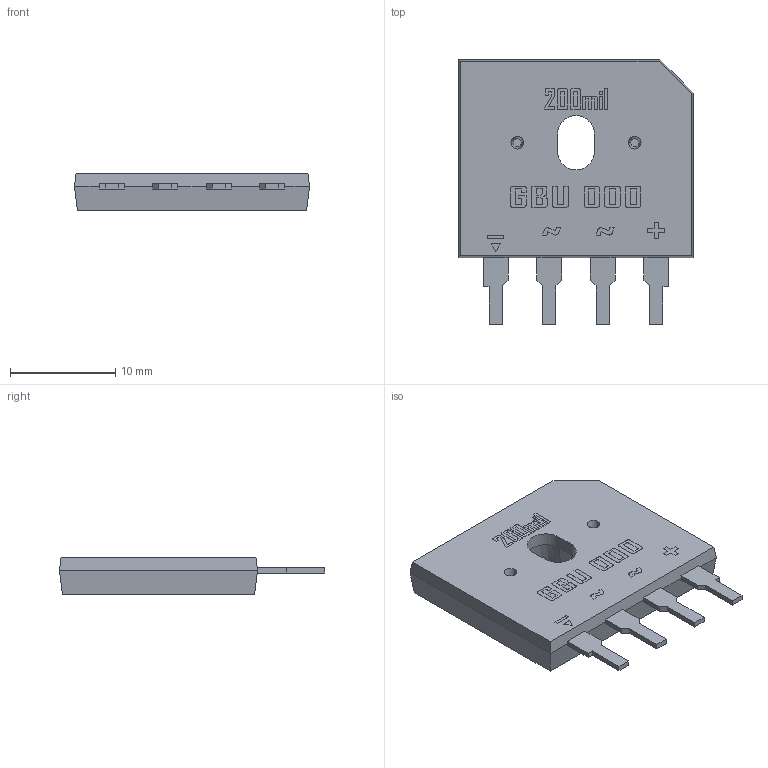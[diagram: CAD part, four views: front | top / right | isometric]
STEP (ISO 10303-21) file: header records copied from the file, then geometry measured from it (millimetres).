
FILE_DESCRIPTION (( 'STEP AP214' ), '1' );
FILE_NAME ('GBU___GBU__.STEP', '2023-03-01T18:52:09', ( '' ), ( '' ), 'SwSTEP 2.0', 'SolidWorks 2020', '' );
FILE_SCHEMA (( 'AUTOMOTIVE_DESIGN' ));
Length unit declared in the file: millimetre
Products named in the file (1): GBU___GBU__
Bounding box: 22.3 x 25.15 x 3.56 mm (x, y, z)
Volume: 1400.4 mm3; surface area: 1214.9 mm2
Topology: 1 solids, 1 shells, 286 faces, 762 edges, 505 vertices
Faces by surface type: plane 229, bspline 49, cone 6, cylinder 2
Entity records: 13398 total; most frequent: CARTESIAN_POINT 3403, ORIENTED_EDGE 1524, DIRECTION 1154, EDGE_CURVE 762, LINE 650, VECTOR 650, VERTEX_POINT 505, EDGE_LOOP 315
